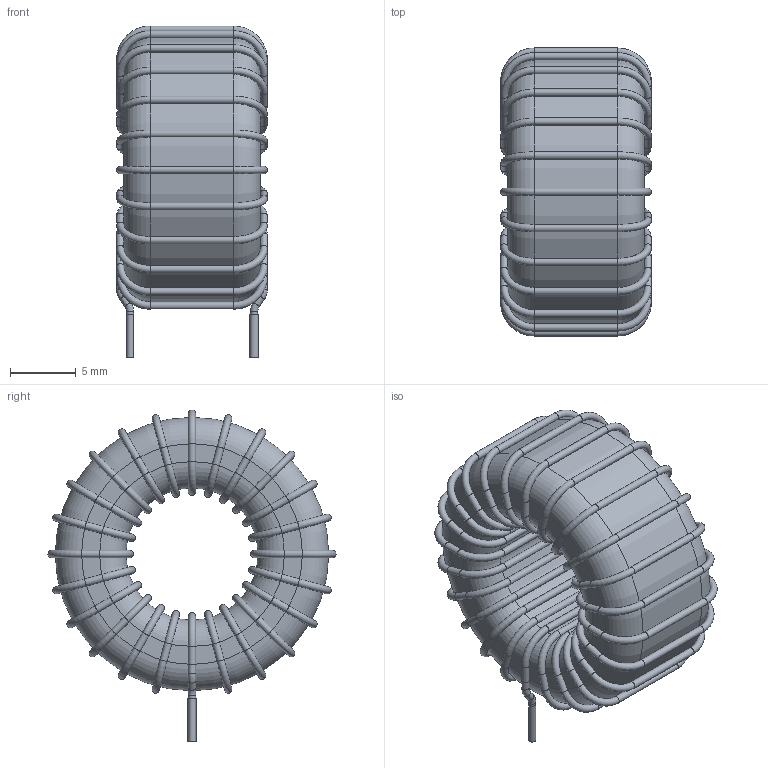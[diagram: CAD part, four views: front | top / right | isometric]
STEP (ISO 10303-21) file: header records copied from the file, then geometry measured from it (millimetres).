
FILE_DESCRIPTION(/* description */ (''),/* implementation_level */ '2;1');
FILE_NAME(/* name */ 'IND_BOURNS_2124-V-RC.stp',/* time_stamp */ '2015-03-02T17:36:43+01:00',/* author */ ('admchouv'),/* organization */ (''),/* preprocessor_version */ 'ST-DEVELOPER v15.5',/* originating_system */ 'AutoCAD Mechanical',/* authorisation */ '');
FILE_SCHEMA (('AUTOMOTIVE_DESIGN { 1 0 10303 214 3 1 1 }'));
Length unit declared in the file: millimetre
Products named in the file (1): Product
Bounding box: 11.43 x 21.82 x 25.15 mm (x, y, z)
Volume: 2676.2 mm3; surface area: 2581.1 mm2
Topology: 29 solids, 29 shells, 219 faces, 422 edges, 215 vertices
Faces by surface type: cylinder 105, torus 102, plane 12
Full cylindrical faces by diameter (mm): 0.55 x102, 0.68 x1, 10 x1, 20.722 x1
Entity records: 4448 total; most frequent: DIRECTION 868, CARTESIAN_POINT 648, AXIS2_PLACEMENT_3D 434, EDGE_LOOP 428, ORIENTED_EDGE 428, FACE_OUTER_BOUND 219, ADVANCED_FACE 219, CIRCLE 214
